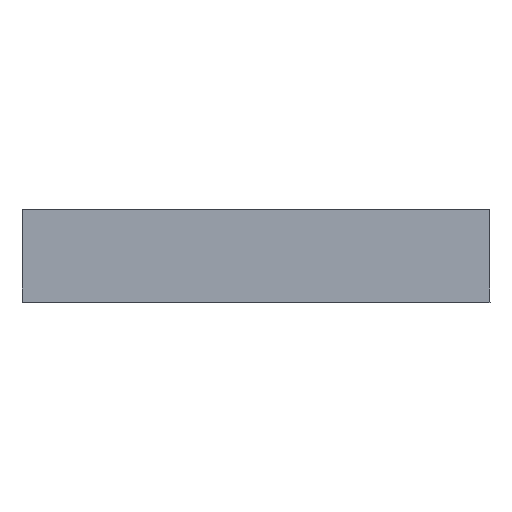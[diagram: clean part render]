
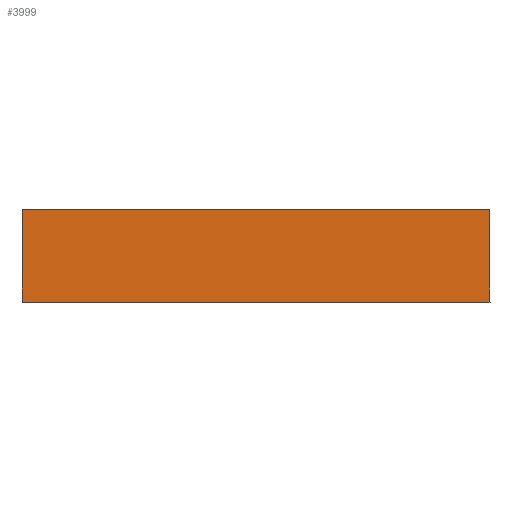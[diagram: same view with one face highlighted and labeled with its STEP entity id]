
A CAD part, top view. The second image highlights one B-rep face of the part: STEP entity #3999.
In plain terms, the highlighted face is planar.
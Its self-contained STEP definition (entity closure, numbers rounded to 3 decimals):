
#205 = DIRECTION ( 'NONE',  ( 0., 0., -1. ) ) ;
#238 = LINE ( 'NONE', #4134, #3062 ) ;
#478 = ORIENTED_EDGE ( 'NONE', *, *, #1089, .F. ) ;
#673 = DIRECTION ( 'NONE',  ( 0., 1., 0. ) ) ;
#694 = LINE ( 'NONE', #2788, #4358 ) ;
#965 = ORIENTED_EDGE ( 'NONE', *, *, #3685, .F. ) ;
#1089 = EDGE_CURVE ( 'NONE', #3813, #2133, #1560, .T. ) ;
#1349 = AXIS2_PLACEMENT_3D ( 'NONE', #3371, #205, #2360 ) ;
#1560 = LINE ( 'NONE', #2292, #2892 ) ;
#1627 = FACE_OUTER_BOUND ( 'NONE', #2357, .T. ) ;
#2060 = VERTEX_POINT ( 'NONE', #3310 ) ;
#2133 = VERTEX_POINT ( 'NONE', #4043 ) ;
#2292 = CARTESIAN_POINT ( 'NONE',  ( -2000., 398.5, -3. ) ) ;
#2337 = ORIENTED_EDGE ( 'NONE', *, *, #4082, .F. ) ;
#2343 = DIRECTION ( 'NONE',  ( 1., 0., 0. ) ) ;
#2357 = EDGE_LOOP ( 'NONE', ( #2337, #965, #2803, #478 ) ) ;
#2359 = CARTESIAN_POINT ( 'NONE',  ( -2000., -398.5, -3. ) ) ;
#2360 = DIRECTION ( 'NONE',  ( -1., 0., 0. ) ) ;
#2765 = EDGE_CURVE ( 'NONE', #2133, #2060, #4492, .T. ) ;
#2780 = VERTEX_POINT ( 'NONE', #3393 ) ;
#2788 = CARTESIAN_POINT ( 'NONE',  ( 2000., -398.5, -3. ) ) ;
#2803 = ORIENTED_EDGE ( 'NONE', *, *, #2765, .F. ) ;
#2892 = VECTOR ( 'NONE', #4105, 1000. ) ;
#3062 = VECTOR ( 'NONE', #2343, 1000. ) ;
#3144 = CARTESIAN_POINT ( 'NONE',  ( 2000., 398.5, -3. ) ) ;
#3310 = CARTESIAN_POINT ( 'NONE',  ( -2000., -392.5, -3. ) ) ;
#3371 = CARTESIAN_POINT ( 'NONE',  ( 0., 0., -3. ) ) ;
#3393 = CARTESIAN_POINT ( 'NONE',  ( 2000., -392.5, -3. ) ) ;
#3685 = EDGE_CURVE ( 'NONE', #2060, #2780, #238, .T. ) ;
#3778 = PLANE ( 'NONE',  #1349 ) ;
#3813 = VERTEX_POINT ( 'NONE', #3144 ) ;
#3999 = ADVANCED_FACE ( 'NONE', ( #1627 ), #3778, .T. ) ;
#4043 = CARTESIAN_POINT ( 'NONE',  ( -2000., 398.5, -3. ) ) ;
#4082 = EDGE_CURVE ( 'NONE', #2780, #3813, #694, .T. ) ;
#4105 = DIRECTION ( 'NONE',  ( -1., 0., 0. ) ) ;
#4134 = CARTESIAN_POINT ( 'NONE',  ( -2000., -392.5, -3. ) ) ;
#4358 = VECTOR ( 'NONE', #673, 1000. ) ;
#4407 = VECTOR ( 'NONE', #4429, 1000. ) ;
#4429 = DIRECTION ( 'NONE',  ( 0., -1., 0. ) ) ;
#4492 = LINE ( 'NONE', #2359, #4407 ) ;
